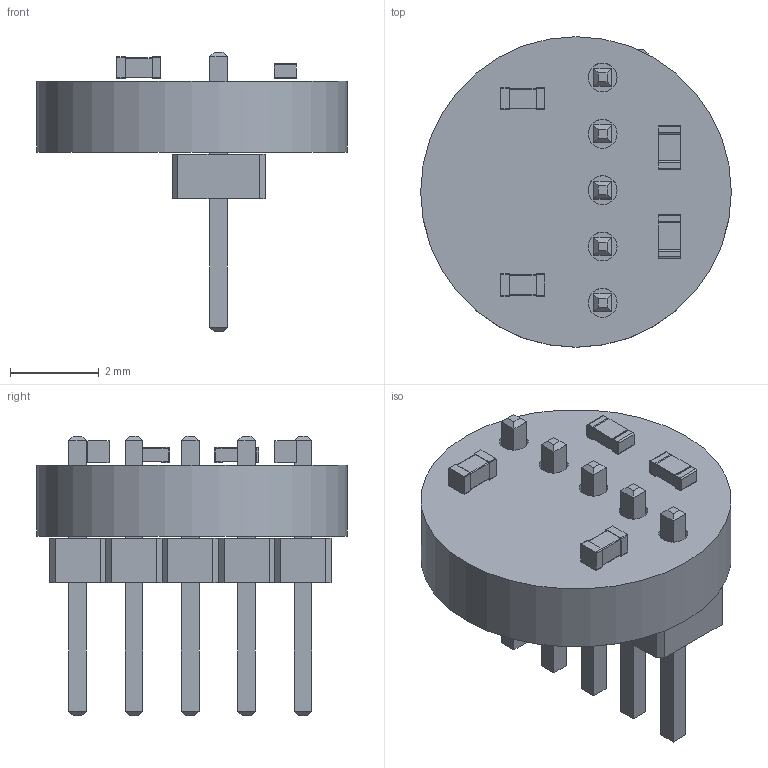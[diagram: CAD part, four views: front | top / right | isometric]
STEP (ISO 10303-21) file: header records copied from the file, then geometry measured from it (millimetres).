
FILE_DESCRIPTION(('KiCad electronic assembly'),'2;1');
FILE_NAME('load_cell.step','2020-10-30T11:39:01',('An Author'),( 'A Company'),'Open CASCADE STEP processor 6.9', 'KiCad to STEP converter','Unknown');
FILE_SCHEMA(('AUTOMOTIVE_DESIGN { 1 0 10303 214 1 1 1 1 }'));
Length unit declared in the file: millimetre
Products named in the file (8): Open CASCADE STEP translator 6.9 1; C_0402_1005Metric; SOLID; PinHeader_1x05_P1.27mm_Vertical; R_0402_1005Metric; COMPOUND
Assembly tree (9 placements, depth 3):
  Open CASCADE STEP translator 6.9 1
    C_0402_1005Metric  x2
      SOLID
    PinHeader_1x05_P1.27mm_Vertical
      SOLID
    R_0402_1005Metric  x2
      SOLID
    COMPOUND
Bounding box: 7 x 7 x 6.3 mm (x, y, z)
Volume: 77 mm3; surface area: 219.3 mm2
Topology: 6 solids, 6 shells, 240 faces, 594 edges, 380 vertices
Faces by surface type: plane 194, cylinder 46
Full cylindrical faces by diameter (mm): 0.65 x5, 7 x1
Entity records: 12740 total; most frequent: CARTESIAN_POINT 1966, DIRECTION 1786, LINE 1258, VECTOR 1258, ORIENTED_EDGE 908, PCURVE 908, DEFINITIONAL_REPRESENTATION 908, EDGE_CURVE 454
